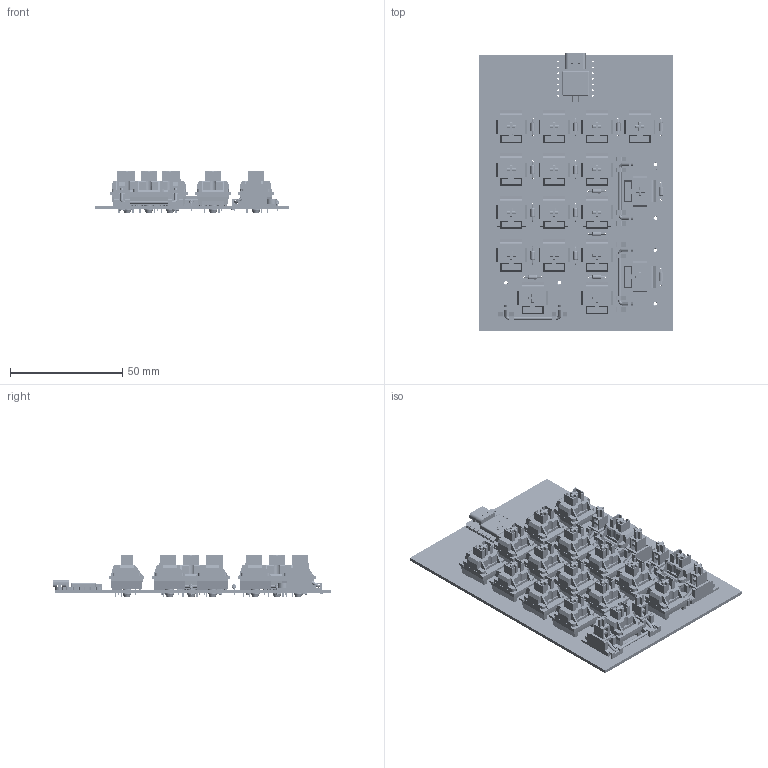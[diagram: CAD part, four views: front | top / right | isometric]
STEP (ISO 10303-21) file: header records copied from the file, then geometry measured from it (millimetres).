
FILE_DESCRIPTION(/* description */ ('KiCad electronic assembly'),/* implementation_level */ '2;1');
FILE_NAME(/* name */ 'NumPad PCB.step',/* time_stamp */ '2025-08-30T23:52:48+01:00',/* author */ (''),/* organization */ (''),/* preprocessor_version */ 'ST-DEVELOPER v20.1',/* originating_system */ 'Autodesk Translation Framework v14.10.0.0',/* authorisation */ '');
FILE_SCHEMA (('AUTOMOTIVE_DESIGN { 1 0 10303 214 3 1 1 }'));
Products named in the file (23): NumPad PCB 1; NumPad_PCB; 2U Stabilizer; 2U Stabilizer Bar; M2 Insert; Stabilizer Insert; Stabilizer Housing; D_DO-35_SOD27_P7.62mm_Horizontal; REDragon-MX-ZT02; Body; Button; Pins; Seeed Studio XIAO RP2040; main; type-c v2; smd_button v3; SK6805-2.4x2.7 v1; Shell; DOUT; DIN; VSS; VDD; smd_button v3(Mirror)
Assembly tree (58 placements, depth 5):
  NumPad PCB 1
    D_DO-35_SOD27_P7.62mm_Horizontal  x16
    REDragon-MX-ZT02  x17
      Body
      Button
      Pins
    2U Stabilizer  x3
      Stabilizer Housing
      M2 Insert
      Stabilizer Insert
      2U Stabilizer Bar
    NumPad_PCB
    Seeed Studio XIAO RP2040
      main
        type-c v2
        smd_button v3
        SK6805-2.4x2.7 v1
          Shell
          DOUT
          DIN
          VSS
          VDD
        smd_button v3(Mirror)
Bounding box: 86.07 x 123.69 x 19.09 mm (x, y, z)
Volume: 48966.2 mm3; surface area: 58797.3 mm2
Topology: 205 solids, 205 shells, 6473 faces, 17302 edges, 11375 vertices
Faces by surface type: plane 4509, cylinder 1634, bspline 203, torus 88, cone 29, sphere 10
Full cylindrical faces by diameter (mm): 0.4 x1, 0.5 x50, 0.8 x46, 0.889 x14, 1 x34, 1.35 x9, 1.5 x36, 1.7 x34, 2 x93, 2.02 x16, 2.75 x6, 3.05 x6, 3.8 x17, 4 x23
Entity records: 63370 total; most frequent: CARTESIAN_POINT 14730, ORIENTED_EDGE 9974, DIRECTION 9266, EDGE_CURVE 4987, LINE 3522, VECTOR 3522, VERTEX_POINT 3282, AXIS2_PLACEMENT_3D 2872
